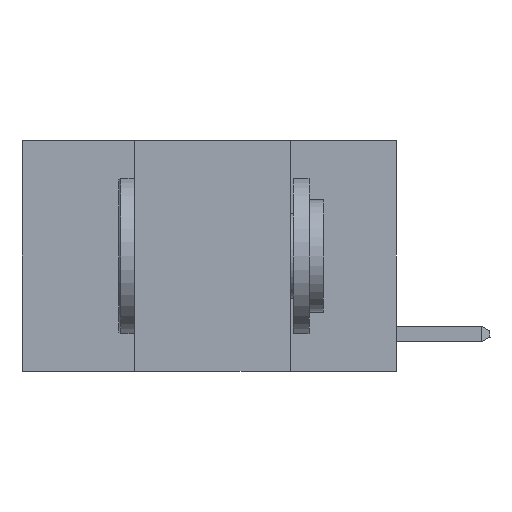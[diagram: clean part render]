
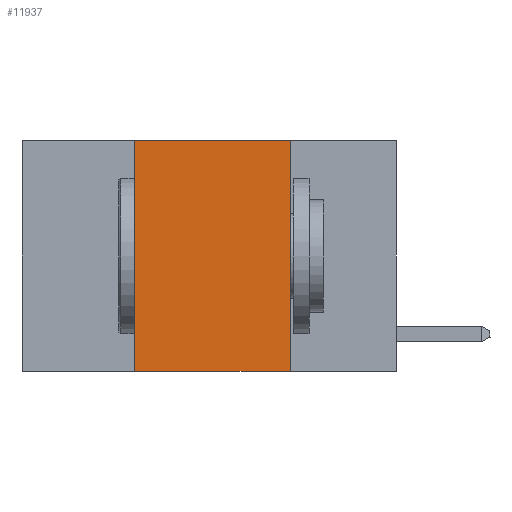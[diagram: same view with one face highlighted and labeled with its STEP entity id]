
A CAD part, left-side view. The second image highlights one B-rep face of the part: STEP entity #11937.
In plain terms, the highlighted planar face has unit normal (-1, 0, 0).
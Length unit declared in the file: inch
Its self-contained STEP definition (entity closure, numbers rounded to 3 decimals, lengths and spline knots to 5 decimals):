
#284 = CARTESIAN_POINT ( 'NONE',  ( 0., 0.17, -0.37 ) ) ;
#623 = ORIENTED_EDGE ( 'NONE', *, *, #1953, .F. ) ;
#1707 = VERTEX_POINT ( 'NONE', #284 ) ;
#1870 = VERTEX_POINT ( 'NONE', #11165 ) ;
#1953 = EDGE_CURVE ( 'NONE', #13669, #1870, #12792, .T. ) ;
#2180 = LINE ( 'NONE', #3383, #13056 ) ;
#2364 = DIRECTION ( 'NONE',  ( 0., -1., 0. ) ) ;
#2751 = EDGE_CURVE ( 'NONE', #1870, #4188, #4775, .T. ) ;
#2914 = CARTESIAN_POINT ( 'NONE',  ( 0., 0.17, 0. ) ) ;
#3173 = CARTESIAN_POINT ( 'NONE',  ( 0., 0.42, -0.37 ) ) ;
#3383 = CARTESIAN_POINT ( 'NONE',  ( 0., 0.17, 0. ) ) ;
#4015 = FACE_OUTER_BOUND ( 'NONE', #6231, .T. ) ;
#4188 = VERTEX_POINT ( 'NONE', #2914 ) ;
#4294 = VECTOR ( 'NONE', #9077, 39.37008 ) ;
#4603 = CARTESIAN_POINT ( 'NONE',  ( 0., 0.6, -0.37 ) ) ;
#4666 = ORIENTED_EDGE ( 'NONE', *, *, #2751, .F. ) ;
#4775 = LINE ( 'NONE', #9264, #13185 ) ;
#4983 = DIRECTION ( 'NONE',  ( 0., 0., -1. ) ) ;
#6231 = EDGE_LOOP ( 'NONE', ( #8533, #4666, #623, #9349 ) ) ;
#7829 = LINE ( 'NONE', #4603, #11112 ) ;
#7872 = DIRECTION ( 'NONE',  ( 0., 0., -1. ) ) ;
#8533 = ORIENTED_EDGE ( 'NONE', *, *, #11114, .F. ) ;
#8932 = EDGE_CURVE ( 'NONE', #13669, #1707, #7829, .T. ) ;
#9077 = DIRECTION ( 'NONE',  ( 0., 0., 1. ) ) ;
#9082 = AXIS2_PLACEMENT_3D ( 'NONE', #13040, #14077, #4983 ) ;
#9264 = CARTESIAN_POINT ( 'NONE',  ( 0., 0.6, 0. ) ) ;
#9349 = ORIENTED_EDGE ( 'NONE', *, *, #8932, .T. ) ;
#9372 = CARTESIAN_POINT ( 'NONE',  ( 0., 0.42, 0. ) ) ;
#11112 = VECTOR ( 'NONE', #2364, 39.37008 ) ;
#11114 = EDGE_CURVE ( 'NONE', #4188, #1707, #2180, .T. ) ;
#11165 = CARTESIAN_POINT ( 'NONE',  ( 0., 0.42, 0. ) ) ;
#11776 = PLANE ( 'NONE',  #9082 ) ;
#11937 = ADVANCED_FACE ( 'NONE', ( #4015 ), #11776, .F. ) ;
#12684 = DIRECTION ( 'NONE',  ( 0., -1., 0. ) ) ;
#12792 = LINE ( 'NONE', #9372, #4294 ) ;
#13040 = CARTESIAN_POINT ( 'NONE',  ( 0., 0.6, 0. ) ) ;
#13056 = VECTOR ( 'NONE', #7872, 39.37008 ) ;
#13185 = VECTOR ( 'NONE', #12684, 39.37008 ) ;
#13669 = VERTEX_POINT ( 'NONE', #3173 ) ;
#14077 = DIRECTION ( 'NONE',  ( 1., 0., 0. ) ) ;
